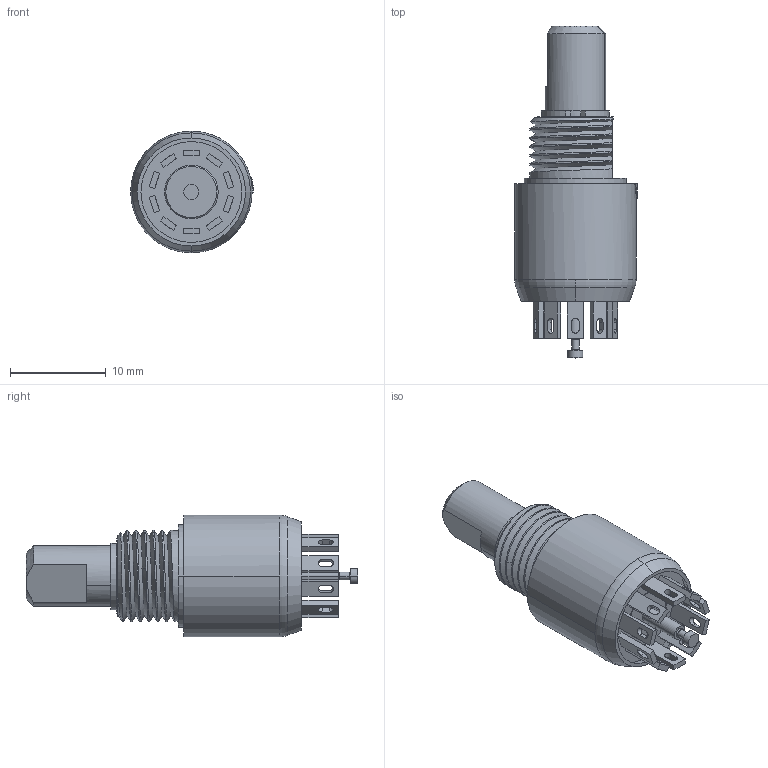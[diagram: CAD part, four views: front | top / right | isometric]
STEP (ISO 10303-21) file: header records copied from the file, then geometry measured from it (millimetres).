
FILE_DESCRIPTION((''),'2;1');
FILE_NAME('50K36-01-1-XXX_SW0001','2013-08-22T',('Administrator'),(''),'PRO/ENGINEER BY PARAMETRIC TECHNOLOGY CORPORATION, 2006200','PRO/ENGINEER BY PARAMETRIC TECHNOLOGY CORPORATION, 2006200','');
FILE_SCHEMA(('CONFIG_CONTROL_DESIGN'));
Length unit declared in the file: inch
Products named in the file (1): 50K36-01-1-XXX_SW0001
Bounding box: 12.83 x 34.7 x 12.7 mm (x, y, z)
Volume: 1315.3 mm3; surface area: 2760.4 mm2
Topology: 2 solids, 2 shells, 766 faces, 2110 edges, 1398 vertices
Faces by surface type: plane 635, cylinder 87, cone 20, bspline 16, torus 8
Entity records: 31771 total; most frequent: CARTESIAN_POINT 6798, ORIENTED_EDGE 4220, DIRECTION 3761, EDGE_CURVE 2110, VECTOR 1815, LINE 1815, VERTEX_POINT 1398, AXIS2_PLACEMENT_3D 973
